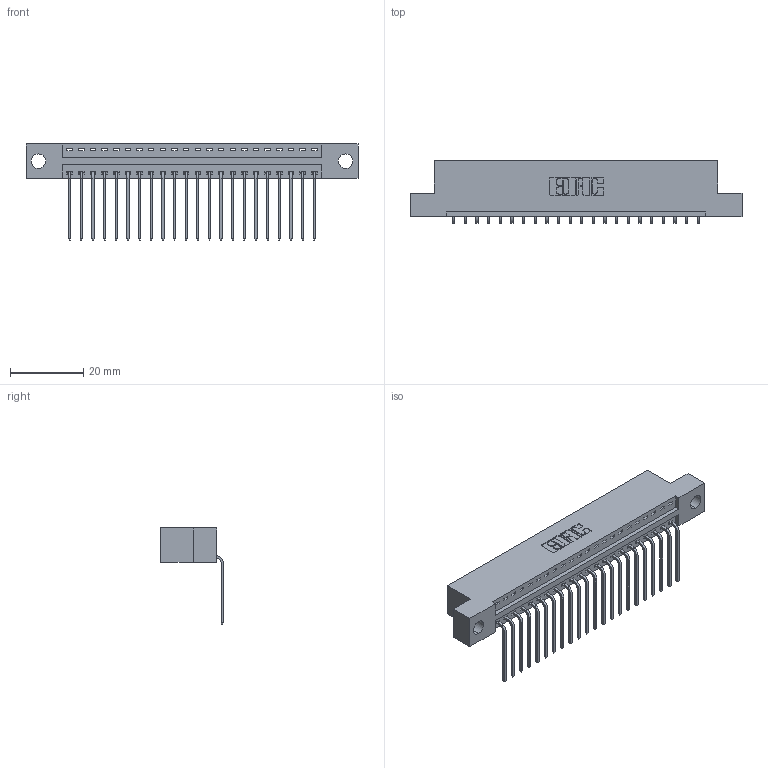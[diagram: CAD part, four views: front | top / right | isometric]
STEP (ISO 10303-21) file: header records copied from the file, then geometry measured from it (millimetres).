
FILE_DESCRIPTION (( 'STEP AP203' ), '1' );
FILE_NAME ('396-022-559-104.STEP', '2018-09-01T10:48:40', ( '' ), ( '' ), 'SwSTEP 2.0', 'SolidWorks 2016', '' );
FILE_SCHEMA (( 'CONFIG_CONTROL_DESIGN' ));
Length unit declared in the file: inch
Products named in the file (3): 345-292-001_558 559 Tail - 1; 396-022-559-104; 346 Part_Flush Mounting Lugs - 0.156 Dia-TH
Assembly tree (23 placements, depth 2):
  396-022-559-104
    346 Part_Flush Mounting Lugs - 0.156 Dia-TH
    345-292-001_558 559 Tail - 1  x22
Bounding box: 90.42 x 17.08 x 26.16 mm (x, y, z)
Volume: 8503.2 mm3; surface area: 10654.4 mm2
Topology: 23 solids, 23 shells, 1442 faces, 4333 edges, 2858 vertices
Faces by surface type: plane 1000, cylinder 442
Entity records: 16433 total; most frequent: CARTESIAN_POINT 2830, ORIENTED_EDGE 2786, DIRECTION 2521, EDGE_CURVE 1393, VECTOR 1173, LINE 1173, VERTEX_POINT 926, AXIS2_PLACEMENT_3D 674
